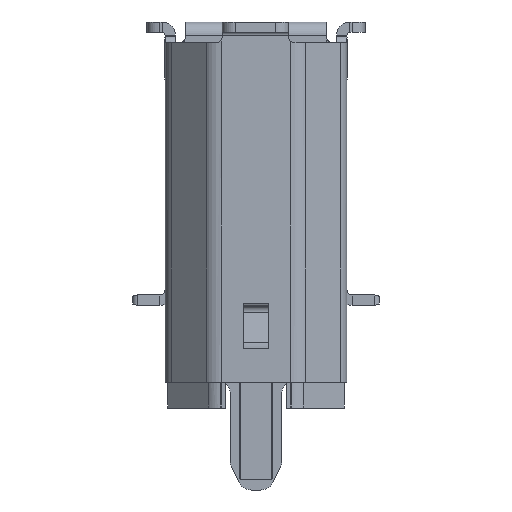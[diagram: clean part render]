
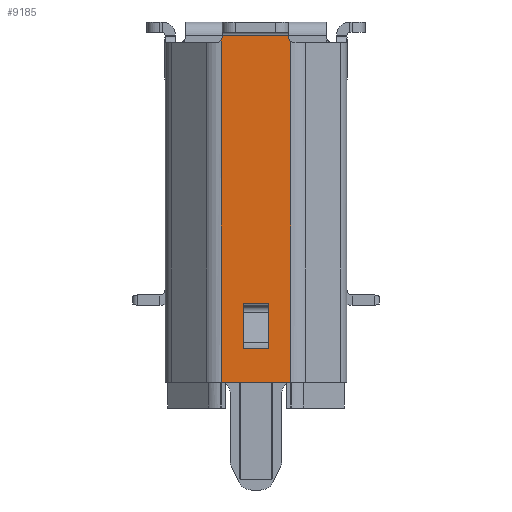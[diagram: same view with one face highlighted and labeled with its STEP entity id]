
A CAD part, left-side view. The second image highlights one B-rep face of the part: STEP entity #9185.
In plain terms, the highlighted planar face has unit normal (-1, 0, 0).
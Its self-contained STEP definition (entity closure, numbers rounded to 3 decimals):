
#43=CARTESIAN_POINT('',(-6.05,-1.362,8.242));
#44=VERTEX_POINT('',#43);
#51=CARTESIAN_POINT('',(-6.05,-1.334,8.2));
#52=VERTEX_POINT('',#51);
#53=CARTESIAN_POINT('',(-6.05,-1.362,8.242));
#54=CARTESIAN_POINT('',(-6.05,-1.359,8.241));
#55=CARTESIAN_POINT('',(-6.05,-1.348,8.241));
#56=CARTESIAN_POINT('',(-6.05,-1.327,8.242));
#57=CARTESIAN_POINT('',(-6.05,-1.317,8.208));
#58=CARTESIAN_POINT('',(-6.05,-1.334,8.2));
#59=B_SPLINE_CURVE_WITH_KNOTS('',2,(#53,#54,#55,#56,#57,#58),.UNSPECIFIED.,.F.,.U.,(3,1,1,1,3),(0.,0.102,0.307,0.704,1.),.UNSPECIFIED.);
#60=EDGE_CURVE('',#44,#52,#59,.T.);
#62=CARTESIAN_POINT('',(-6.05,-1.334,-4.853));
#63=VERTEX_POINT('',#62);
#64=CARTESIAN_POINT('',(-6.05,-1.334,8.2));
#65=DIRECTION('',(0.,0.,-1.));
#66=VECTOR('',#65,13.05);
#67=LINE('',#64,#66);
#68=EDGE_CURVE('',#52,#63,#67,.T.);
#320=CARTESIAN_POINT('',(-6.05,1.334,-4.853));
#321=VERTEX_POINT('',#320);
#330=CARTESIAN_POINT('',(-6.05,1.334,8.2));
#331=VERTEX_POINT('',#330);
#332=CARTESIAN_POINT('',(-6.05,1.334,-4.85));
#333=DIRECTION('',(0.,0.,1.));
#334=VECTOR('',#333,13.05);
#335=LINE('',#332,#334);
#336=EDGE_CURVE('',#321,#331,#335,.T.);
#338=CARTESIAN_POINT('',(-6.05,1.387,8.261));
#339=VERTEX_POINT('',#338);
#340=CARTESIAN_POINT('',(-6.05,1.334,8.2));
#341=CARTESIAN_POINT('',(-6.05,1.324,8.213));
#342=CARTESIAN_POINT('',(-6.05,1.328,8.244));
#343=CARTESIAN_POINT('',(-6.05,1.361,8.251));
#344=CARTESIAN_POINT('',(-6.05,1.38,8.259));
#345=CARTESIAN_POINT('',(-6.05,1.387,8.261));
#346=B_SPLINE_CURVE_WITH_KNOTS('',2,(#340,#341,#342,#343,#344,#345),.UNSPECIFIED.,.F.,.U.,(3,1,1,1,3),(0.,0.216,0.574,0.858,1.),.UNSPECIFIED.);
#347=EDGE_CURVE('',#331,#339,#346,.T.);
#1248=CARTESIAN_POINT('',(-6.05,-1.25,8.5));
#1249=VERTEX_POINT('',#1248);
#1256=CARTESIAN_POINT('',(-6.05,-1.25,8.45));
#1257=VERTEX_POINT('',#1256);
#1258=CARTESIAN_POINT('',(-6.05,-1.25,8.5));
#1259=DIRECTION('',(0.,0.,-1.));
#1260=VECTOR('',#1259,0.05);
#1261=LINE('',#1258,#1260);
#1262=EDGE_CURVE('',#1249,#1257,#1261,.T.);
#1286=CARTESIAN_POINT('',(-6.05,1.3,8.5));
#1287=VERTEX_POINT('',#1286);
#1304=CARTESIAN_POINT('',(-6.05,1.3,8.45));
#1305=VERTEX_POINT('',#1304);
#1312=CARTESIAN_POINT('',(-6.05,1.3,8.45));
#1313=DIRECTION('',(0.,0.,1.));
#1314=VECTOR('',#1313,0.05);
#1315=LINE('',#1312,#1314);
#1316=EDGE_CURVE('',#1305,#1287,#1315,.T.);
#5200=CARTESIAN_POINT('',(-6.05,1.387,8.261));
#5201=CARTESIAN_POINT('',(-6.05,1.3,8.336));
#5202=CARTESIAN_POINT('',(-6.05,1.3,8.45));
#5203=(BOUNDED_CURVE()B_SPLINE_CURVE(2,(#5200,#5201,#5202),.UNSPECIFIED.,.F.,.U.)B_SPLINE_CURVE_WITH_KNOTS((3,3),(0.,0.544),.UNSPECIFIED.)CURVE()GEOMETRIC_REPRESENTATION_ITEM()RATIONAL_B_SPLINE_CURVE((0.855,0.841,1.))REPRESENTATION_ITEM(''));
#5204=EDGE_CURVE('',#339,#1305,#5203,.T.);
#5220=CARTESIAN_POINT('',(-6.05,-1.25,8.45));
#5221=CARTESIAN_POINT('',(-6.05,-1.25,8.316));
#5222=CARTESIAN_POINT('',(-6.05,-1.362,8.242));
#5223=(BOUNDED_CURVE()B_SPLINE_CURVE(2,(#5220,#5221,#5222),.UNSPECIFIED.,.F.,.U.)B_SPLINE_CURVE_WITH_KNOTS((3,3),(0.,0.621),.UNSPECIFIED.)CURVE()GEOMETRIC_REPRESENTATION_ITEM()RATIONAL_B_SPLINE_CURVE((1.,0.818,0.862))REPRESENTATION_ITEM(''));
#5224=EDGE_CURVE('',#1257,#44,#5223,.T.);
#6095=CARTESIAN_POINT('',(-6.05,1.3,8.5));
#6096=DIRECTION('',(0.,-1.,0.));
#6097=VECTOR('',#6096,2.55);
#6098=LINE('',#6095,#6097);
#6099=EDGE_CURVE('',#1287,#1249,#6098,.T.);
#9129=CARTESIAN_POINT('',(-6.05,0.012,1.352));
#9130=DIRECTION('',(0.,-1.,0.));
#9131=DIRECTION('',(-1.,0.,0.));
#9132=AXIS2_PLACEMENT_3D('',#9129,#9131,#9130);
#9133=PLANE('',#9132);
#9134=ORIENTED_EDGE('',*,*,#1316,.F.);
#9135=ORIENTED_EDGE('',*,*,#5204,.F.);
#9136=ORIENTED_EDGE('',*,*,#347,.F.);
#9137=ORIENTED_EDGE('',*,*,#336,.F.);
#9138=CARTESIAN_POINT('',(-6.05,1.334,-4.85));
#9139=DIRECTION('',(0.,-1.,0.));
#9140=VECTOR('',#9139,2.669);
#9141=LINE('',#9138,#9140);
#9142=EDGE_CURVE('',#321,#63,#9141,.T.);
#9143=ORIENTED_EDGE('',*,*,#9142,.T.);
#9144=ORIENTED_EDGE('',*,*,#68,.F.);
#9145=ORIENTED_EDGE('',*,*,#60,.F.);
#9146=ORIENTED_EDGE('',*,*,#5224,.F.);
#9147=ORIENTED_EDGE('',*,*,#1262,.F.);
#9148=ORIENTED_EDGE('',*,*,#6099,.F.);
#9149=EDGE_LOOP('',(#9134,#9135,#9136,#9137,#9143,#9144,#9145,#9146,#9147,#9148));
#9150=FACE_OUTER_BOUND('',#9149,.T.);
#9151=CARTESIAN_POINT('',(-6.05,-0.5,-3.54));
#9152=VERTEX_POINT('',#9151);
#9153=CARTESIAN_POINT('',(-6.05,0.5,-3.54));
#9154=VERTEX_POINT('',#9153);
#9155=CARTESIAN_POINT('',(-6.05,-0.5,-3.54));
#9156=DIRECTION('',(0.,1.,0.));
#9157=VECTOR('',#9156,1.);
#9158=LINE('',#9155,#9157);
#9159=EDGE_CURVE('',#9152,#9154,#9158,.T.);
#9160=ORIENTED_EDGE('',*,*,#9159,.T.);
#9161=CARTESIAN_POINT('',(-6.05,0.5,-1.825));
#9162=VERTEX_POINT('',#9161);
#9163=CARTESIAN_POINT('',(-6.05,0.5,-3.54));
#9164=DIRECTION('',(0.,0.,1.));
#9165=VECTOR('',#9164,1.715);
#9166=LINE('',#9163,#9165);
#9167=EDGE_CURVE('',#9154,#9162,#9166,.T.);
#9168=ORIENTED_EDGE('',*,*,#9167,.T.);
#9169=CARTESIAN_POINT('',(-6.05,-0.5,-1.825));
#9170=VERTEX_POINT('',#9169);
#9171=CARTESIAN_POINT('',(-6.05,0.5,-1.825));
#9172=DIRECTION('',(0.,-1.,0.));
#9173=VECTOR('',#9172,1.);
#9174=LINE('',#9171,#9173);
#9175=EDGE_CURVE('',#9162,#9170,#9174,.T.);
#9176=ORIENTED_EDGE('',*,*,#9175,.T.);
#9177=CARTESIAN_POINT('',(-6.05,-0.5,-1.825));
#9178=DIRECTION('',(0.,0.,-1.));
#9179=VECTOR('',#9178,1.715);
#9180=LINE('',#9177,#9179);
#9181=EDGE_CURVE('',#9170,#9152,#9180,.T.);
#9182=ORIENTED_EDGE('',*,*,#9181,.T.);
#9183=EDGE_LOOP('',(#9160,#9168,#9176,#9182));
#9184=FACE_BOUND('',#9183,.T.);
#9185=ADVANCED_FACE('',(#9150,#9184),#9133,.T.);
